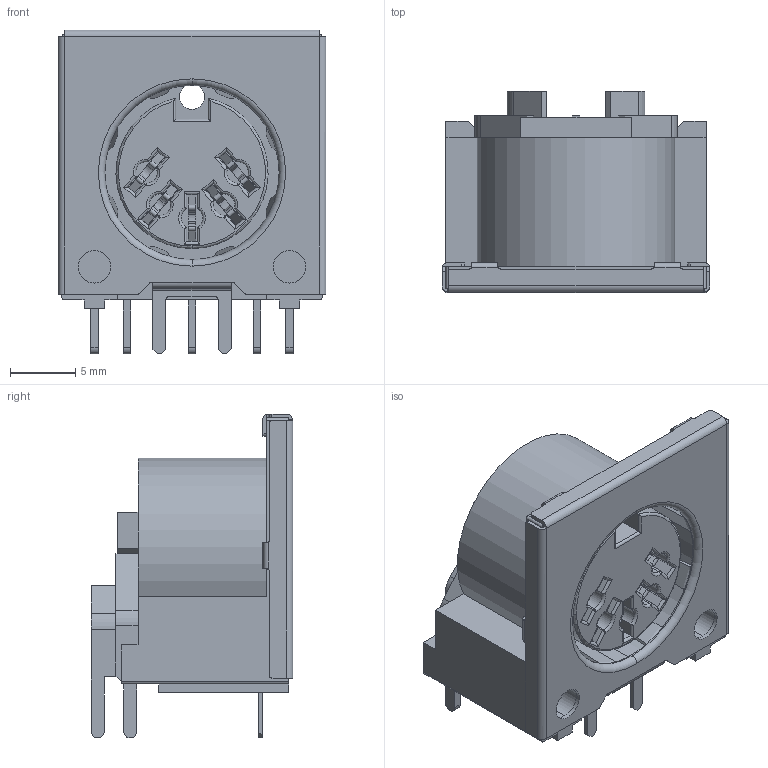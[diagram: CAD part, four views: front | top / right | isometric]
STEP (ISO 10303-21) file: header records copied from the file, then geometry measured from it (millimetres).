
FILE_DESCRIPTION (( 'STEP AP214' ), '1' );
FILE_NAME ('CONN-TH_DIN-504D-M5.STEP', '2023-05-23T10:07:54', ( '' ), ( '' ), 'SwSTEP 2.0', 'SolidWorks 2020', '' );
FILE_SCHEMA (( 'AUTOMOTIVE_DESIGN' ));
Length unit declared in the file: millimetre
Products named in the file (1): CONN-TH_DIN-504D-M5
Bounding box: 20.6 x 15.5 x 24.9 mm (x, y, z)
Volume: 2945.8 mm3; surface area: 4735 mm2
Topology: 2 solids, 2 shells, 785 faces, 2200 edges, 1447 vertices
Faces by surface type: plane 435, cylinder 216, bspline 114, torus 20
Entity records: 35808 total; most frequent: CARTESIAN_POINT 7896, ORIENTED_EDGE 4400, DIRECTION 3393, EDGE_CURVE 2200, VERTEX_POINT 1447, LINE 1407, VECTOR 1407, AXIS2_PLACEMENT_3D 993
